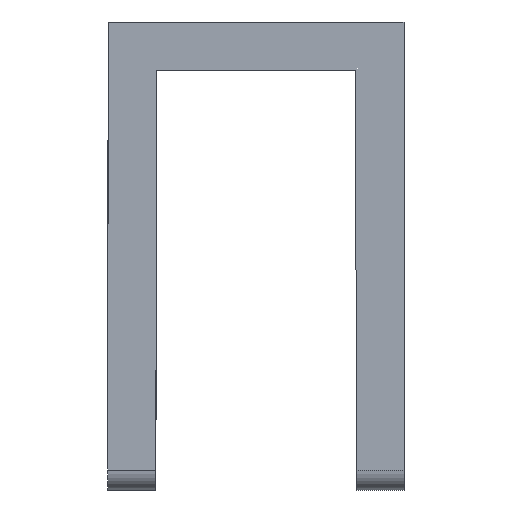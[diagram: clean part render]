
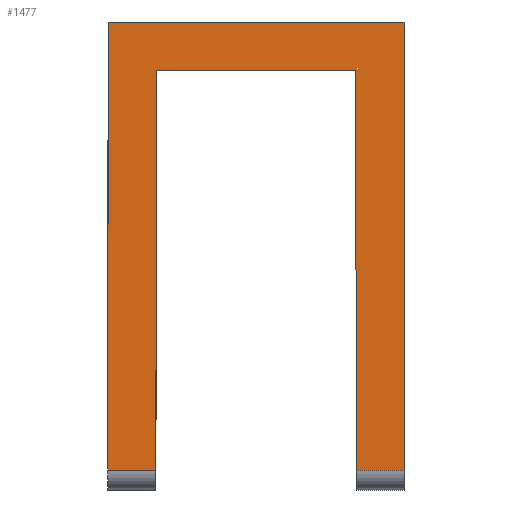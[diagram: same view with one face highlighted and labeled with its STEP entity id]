
A CAD part, front view. The second image highlights one B-rep face of the part: STEP entity #1477.
In plain terms, the highlighted planar face has unit normal (0, -1, 0).
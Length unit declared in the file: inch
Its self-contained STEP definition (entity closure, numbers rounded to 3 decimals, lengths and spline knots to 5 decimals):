
#91 = LINE ( 'NONE', #2705, #1532 ) ;
#99 = CARTESIAN_POINT ( 'NONE',  ( 0.185, 0., -0.525 ) ) ;
#568 = VECTOR ( 'NONE', #3772, 39.37008 ) ;
#673 = EDGE_LOOP ( 'NONE', ( #1692, #1649, #1579, #7173, #7297, #6107, #7189, #1793 ) ) ;
#804 = CARTESIAN_POINT ( 'NONE',  ( 0., 0., 0. ) ) ;
#845 = VERTEX_POINT ( 'NONE', #7543 ) ;
#874 = FACE_OUTER_BOUND ( 'NONE', #673, .T. ) ;
#1149 = CARTESIAN_POINT ( 'NONE',  ( -0.125, 0., -0.5 ) ) ;
#1424 = VECTOR ( 'NONE', #3913, 39.37008 ) ;
#1457 = DIRECTION ( 'NONE',  ( 1., 0., 0. ) ) ;
#1477 = ADVANCED_FACE ( 'NONE', ( #874 ), #2639, .F. ) ;
#1532 = VECTOR ( 'NONE', #1457, 39.37008 ) ;
#1579 = ORIENTED_EDGE ( 'NONE', *, *, #3782, .F. ) ;
#1610 = LINE ( 'NONE', #6275, #4685 ) ;
#1649 = ORIENTED_EDGE ( 'NONE', *, *, #3743, .T. ) ;
#1692 = ORIENTED_EDGE ( 'NONE', *, *, #7765, .F. ) ;
#1793 = ORIENTED_EDGE ( 'NONE', *, *, #3023, .F. ) ;
#2051 = DIRECTION ( 'NONE',  ( 0., 1., 0. ) ) ;
#2202 = LINE ( 'NONE', #99, #568 ) ;
#2398 = CARTESIAN_POINT ( 'NONE',  ( 0.185, 0., 0.06 ) ) ;
#2536 = VERTEX_POINT ( 'NONE', #5743 ) ;
#2552 = LINE ( 'NONE', #3692, #7538 ) ;
#2621 = AXIS2_PLACEMENT_3D ( 'NONE', #804, #2051, #6334 ) ;
#2639 = PLANE ( 'NONE',  #2621 ) ;
#2705 = CARTESIAN_POINT ( 'NONE',  ( 0.185, 0., 0.06 ) ) ;
#2807 = VECTOR ( 'NONE', #4152, 39.37008 ) ;
#2862 = LINE ( 'NONE', #7474, #1424 ) ;
#2885 = VERTEX_POINT ( 'NONE', #2398 ) ;
#3023 = EDGE_CURVE ( 'NONE', #4326, #2885, #91, .T. ) ;
#3093 = CARTESIAN_POINT ( 'NONE',  ( -0.125, 0., 0. ) ) ;
#3241 = VECTOR ( 'NONE', #4423, 39.37008 ) ;
#3396 = CARTESIAN_POINT ( 'NONE',  ( -0.185, 0., 0.06 ) ) ;
#3637 = EDGE_CURVE ( 'NONE', #2885, #6428, #2202, .T. ) ;
#3692 = CARTESIAN_POINT ( 'NONE',  ( 0.125, 0., 0. ) ) ;
#3743 = EDGE_CURVE ( 'NONE', #2536, #7214, #1610, .T. ) ;
#3772 = DIRECTION ( 'NONE',  ( 0., 0., -1. ) ) ;
#3782 = EDGE_CURVE ( 'NONE', #6142, #7214, #2862, .T. ) ;
#3913 = DIRECTION ( 'NONE',  ( 0., 0., -1. ) ) ;
#4116 = VECTOR ( 'NONE', #5256, 39.37008 ) ;
#4152 = DIRECTION ( 'NONE',  ( 0., 0., 1. ) ) ;
#4265 = EDGE_CURVE ( 'NONE', #845, #6428, #6483, .T. ) ;
#4281 = DIRECTION ( 'NONE',  ( 0., 0., 1. ) ) ;
#4326 = VERTEX_POINT ( 'NONE', #3396 ) ;
#4380 = EDGE_CURVE ( 'NONE', #6778, #6142, #5725, .T. ) ;
#4423 = DIRECTION ( 'NONE',  ( 1., 0., 0. ) ) ;
#4685 = VECTOR ( 'NONE', #6305, 39.37008 ) ;
#5256 = DIRECTION ( 'NONE',  ( -1., 0., 0. ) ) ;
#5372 = CARTESIAN_POINT ( 'NONE',  ( -0.185, 0., 0.06 ) ) ;
#5404 = EDGE_CURVE ( 'NONE', #845, #6778, #2552, .T. ) ;
#5667 = CARTESIAN_POINT ( 'NONE',  ( 0., 0., -0.5 ) ) ;
#5725 = LINE ( 'NONE', #7598, #4116 ) ;
#5743 = CARTESIAN_POINT ( 'NONE',  ( -0.185, 0., -0.5 ) ) ;
#6107 = ORIENTED_EDGE ( 'NONE', *, *, #4265, .T. ) ;
#6142 = VERTEX_POINT ( 'NONE', #3093 ) ;
#6252 = LINE ( 'NONE', #5372, #2807 ) ;
#6275 = CARTESIAN_POINT ( 'NONE',  ( 0., 0., -0.5 ) ) ;
#6305 = DIRECTION ( 'NONE',  ( 1., 0., 0. ) ) ;
#6334 = DIRECTION ( 'NONE',  ( 0., 0., 1. ) ) ;
#6428 = VERTEX_POINT ( 'NONE', #7795 ) ;
#6483 = LINE ( 'NONE', #5667, #3241 ) ;
#6778 = VERTEX_POINT ( 'NONE', #7369 ) ;
#7173 = ORIENTED_EDGE ( 'NONE', *, *, #4380, .F. ) ;
#7189 = ORIENTED_EDGE ( 'NONE', *, *, #3637, .F. ) ;
#7214 = VERTEX_POINT ( 'NONE', #1149 ) ;
#7297 = ORIENTED_EDGE ( 'NONE', *, *, #5404, .F. ) ;
#7369 = CARTESIAN_POINT ( 'NONE',  ( 0.125, 0., 0. ) ) ;
#7474 = CARTESIAN_POINT ( 'NONE',  ( -0.125, 0., -0.525 ) ) ;
#7538 = VECTOR ( 'NONE', #4281, 39.37008 ) ;
#7543 = CARTESIAN_POINT ( 'NONE',  ( 0.125, 0., -0.5 ) ) ;
#7598 = CARTESIAN_POINT ( 'NONE',  ( 0., 0., 0. ) ) ;
#7765 = EDGE_CURVE ( 'NONE', #2536, #4326, #6252, .T. ) ;
#7795 = CARTESIAN_POINT ( 'NONE',  ( 0.185, 0., -0.5 ) ) ;
